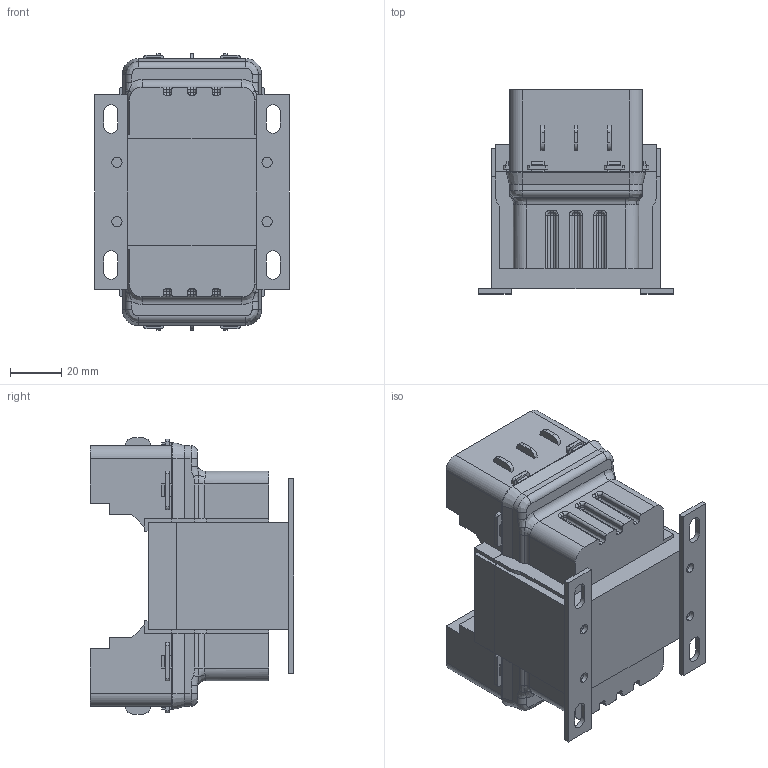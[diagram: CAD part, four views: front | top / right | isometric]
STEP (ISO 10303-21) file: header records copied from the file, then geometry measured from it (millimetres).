
FILE_DESCRIPTION (( 'STEP AP214' ), '1' );
FILE_NAME ('PH50PG.step', '2017-08-15T17:46:54', ( '' ), ( '' ), 'SwSTEP 2.0', 'SolidWorks 2017', '' );
FILE_SCHEMA (( 'AUTOMOTIVE_DESIGN' ));
Length unit declared in the file: inch
Products named in the file (1): PH50PG
Bounding box: 76.2 x 79.75 x 108 mm (x, y, z)
Volume: 332652.7 mm3; surface area: 65396.4 mm2
Topology: 8 solids, 8 shells, 476 faces, 1244 edges, 782 vertices
Faces by surface type: plane 296, cylinder 126, bspline 50, cone 4
Entity records: 15787 total; most frequent: CARTESIAN_POINT 4139, ORIENTED_EDGE 2464, DIRECTION 2272, EDGE_CURVE 1232, VECTOR 906, LINE 906, VERTEX_POINT 782, AXIS2_PLACEMENT_3D 683
